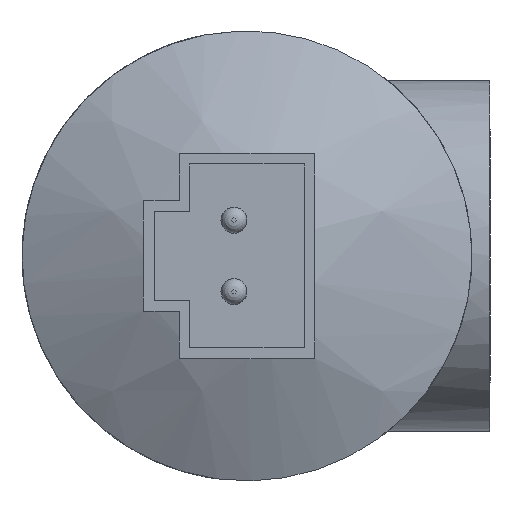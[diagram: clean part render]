
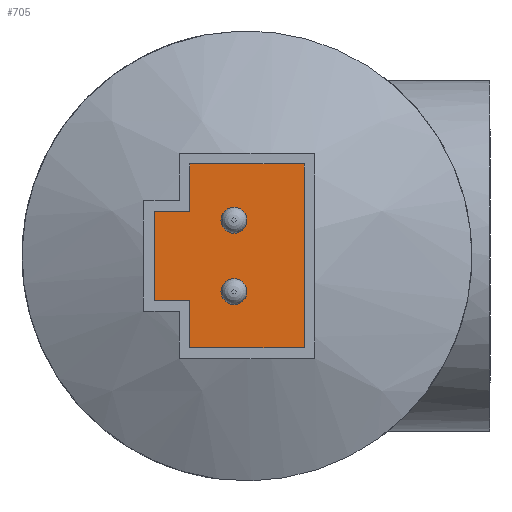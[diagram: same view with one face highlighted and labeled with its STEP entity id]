
A CAD part, left-side view. The second image highlights one B-rep face of the part: STEP entity #705.
In plain terms, the highlighted planar face has unit normal (-1, 0, 0).
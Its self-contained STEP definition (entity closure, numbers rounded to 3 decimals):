
#705=ADVANCED_FACE('',(#2371,#2373,#2375),#2377,.T.);
#2371=FACE_BOUND('',#2372,.T.);
#2372=EDGE_LOOP('',(#3093,#3094,#3095,#3096,#3097,#3098,#3099,#3100));
#2373=FACE_BOUND('',#2374,.T.);
#2374=EDGE_LOOP('',(#3101));
#2375=FACE_BOUND('',#2376,.T.);
#2376=EDGE_LOOP('',(#3102));
#2377=PLANE('',#2378);
#2378=AXIS2_PLACEMENT_3D('',#2379,#2380,#2381);
#2379=CARTESIAN_POINT('',(-161.29,-4.826,7.302));
#2380=DIRECTION('',(-1.,0.,0.));
#2381=DIRECTION('',(0.,0.,1.));
#3093=ORIENTED_EDGE('',*,*,#3430,.T.);
#3094=ORIENTED_EDGE('',*,*,#3463,.T.);
#3095=ORIENTED_EDGE('',*,*,#3464,.T.);
#3096=ORIENTED_EDGE('',*,*,#3465,.T.);
#3097=ORIENTED_EDGE('',*,*,#3466,.T.);
#3098=ORIENTED_EDGE('',*,*,#3467,.T.);
#3099=ORIENTED_EDGE('',*,*,#3468,.T.);
#3100=ORIENTED_EDGE('',*,*,#3469,.T.);
#3101=ORIENTED_EDGE('',*,*,#3470,.F.);
#3102=ORIENTED_EDGE('',*,*,#3471,.F.);
#3430=EDGE_CURVE('',#3802,#3803,#3804,.T.);
#3463=EDGE_CURVE('',#3803,#3866,#3867,.T.);
#3464=EDGE_CURVE('',#3866,#3868,#3869,.T.);
#3465=EDGE_CURVE('',#3868,#3870,#3871,.T.);
#3466=EDGE_CURVE('',#3870,#3872,#3873,.T.);
#3467=EDGE_CURVE('',#3872,#3874,#3875,.T.);
#3468=EDGE_CURVE('',#3874,#3876,#3877,.T.);
#3469=EDGE_CURVE('',#3876,#3802,#3878,.T.);
#3470=EDGE_CURVE('',#3879,#3879,#3880,.T.);
#3471=EDGE_CURVE('',#3881,#3881,#3882,.T.);
#3802=VERTEX_POINT('',#6631);
#3803=VERTEX_POINT('',#6632);
#3804=LINE('',#6633,#6634);
#3866=VERTEX_POINT('',#6768);
#3867=LINE('',#6769,#6770);
#3868=VERTEX_POINT('',#6772);
#3869=LINE('',#6773,#6774);
#3870=VERTEX_POINT('',#6776);
#3871=LINE('',#6777,#6778);
#3872=VERTEX_POINT('',#6780);
#3873=LINE('',#6781,#6782);
#3874=VERTEX_POINT('',#6784);
#3875=LINE('',#6785,#6786);
#3876=VERTEX_POINT('',#6788);
#3877=LINE('',#6789,#6790);
#3878=LINE('',#6792,#6793);
#3879=VERTEX_POINT('',#6795);
#3880=CIRCLE('',#6796,0.924);
#3881=VERTEX_POINT('',#6800);
#3882=CIRCLE('',#6801,0.924);
#6631=CARTESIAN_POINT('',(-161.29,6.604,3.175));
#6632=CARTESIAN_POINT('',(-161.29,6.604,-3.175));
#6633=CARTESIAN_POINT('',(-161.29,6.604,3.175));
#6634=VECTOR('',#6635,1.);
#6635=DIRECTION('',(0.,0.,-1.));
#6768=CARTESIAN_POINT('',(-161.29,4.064,-3.175));
#6769=CARTESIAN_POINT('',(-161.29,6.604,-3.175));
#6770=VECTOR('',#6771,1.);
#6771=DIRECTION('',(0.,-1.,0.));
#6772=CARTESIAN_POINT('',(-161.29,4.064,-6.541));
#6773=CARTESIAN_POINT('',(-161.29,4.064,-3.175));
#6774=VECTOR('',#6775,1.);
#6775=DIRECTION('',(0.,0.,-1.));
#6776=CARTESIAN_POINT('',(-161.29,-4.064,-6.541));
#6777=CARTESIAN_POINT('',(-161.29,4.064,-6.541));
#6778=VECTOR('',#6779,1.);
#6779=DIRECTION('',(0.,-1.,0.));
#6780=CARTESIAN_POINT('',(-161.29,-4.064,6.541));
#6781=CARTESIAN_POINT('',(-161.29,-4.064,-6.541));
#6782=VECTOR('',#6783,1.);
#6783=DIRECTION('',(0.,0.,1.));
#6784=CARTESIAN_POINT('',(-161.29,4.064,6.541));
#6785=CARTESIAN_POINT('',(-161.29,-4.064,6.541));
#6786=VECTOR('',#6787,1.);
#6787=DIRECTION('',(0.,1.,0.));
#6788=CARTESIAN_POINT('',(-161.29,4.064,3.175));
#6789=CARTESIAN_POINT('',(-161.29,4.064,6.541));
#6790=VECTOR('',#6791,1.);
#6791=DIRECTION('',(0.,0.,-1.));
#6792=CARTESIAN_POINT('',(-161.29,4.064,3.175));
#6793=VECTOR('',#6794,1.);
#6794=DIRECTION('',(0.,1.,0.));
#6795=CARTESIAN_POINT('',(-161.29,0.924,-3.464));
#6796=AXIS2_PLACEMENT_3D('',#6797,#6798,#6799);
#6797=CARTESIAN_POINT('',(-161.29,0.924,-2.54));
#6798=DIRECTION('',(-1.,0.,0.));
#6799=DIRECTION('',(0.,0.,1.));
#6800=CARTESIAN_POINT('',(-161.29,0.924,1.616));
#6801=AXIS2_PLACEMENT_3D('',#6802,#6803,#6804);
#6802=CARTESIAN_POINT('',(-161.29,0.924,2.54));
#6803=DIRECTION('',(-1.,0.,0.));
#6804=DIRECTION('',(0.,0.,1.));
